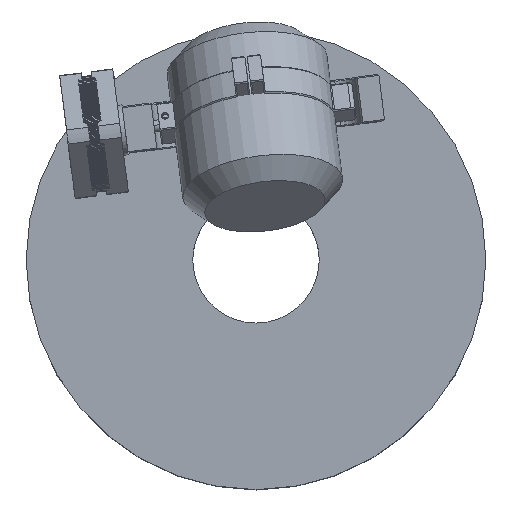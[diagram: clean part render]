
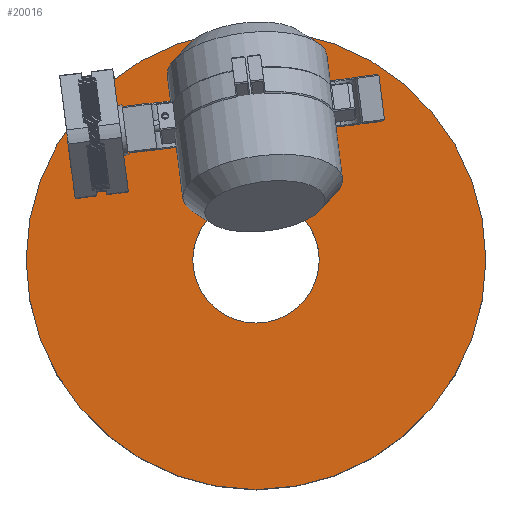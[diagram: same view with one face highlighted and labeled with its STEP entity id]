
A CAD part, top view. The second image highlights one B-rep face of the part: STEP entity #20016.
In plain terms, the highlighted face is planar.
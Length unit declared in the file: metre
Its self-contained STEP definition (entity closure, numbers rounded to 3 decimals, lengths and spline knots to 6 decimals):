
#4942=PLANE('',#22389);
#5687=ORIENTED_EDGE('',*,*,#11507,.F.);
#5688=ORIENTED_EDGE('',*,*,#11506,.T.);
#11506=EDGE_CURVE('',#14418,#14418,#16341,.T.);
#11507=EDGE_CURVE('',#14419,#14419,#16342,.T.);
#14418=VERTEX_POINT('',#29938);
#14419=VERTEX_POINT('',#29941);
#16341=CIRCLE('',#22388,0.1);
#16342=CIRCLE('',#22390,0.0275);
#17026=EDGE_LOOP('',(#5687));
#17027=EDGE_LOOP('',(#5688));
#18377=FACE_BOUND('',#17026,.T.);
#18378=FACE_BOUND('',#17027,.T.);
#20016=ADVANCED_FACE('',(#18377,#18378),#4942,.T.);
#22388=AXIS2_PLACEMENT_3D('',#29937,#24299,#24300);
#22389=AXIS2_PLACEMENT_3D('',#29939,#24301,#24302);
#22390=AXIS2_PLACEMENT_3D('',#29940,#24303,#24304);
#24299=DIRECTION('',(0.,-1.,0.));
#24300=DIRECTION('',(0.,0.,-1.));
#24301=DIRECTION('',(0.,-1.,0.));
#24302=DIRECTION('',(1.,0.,0.));
#24303=DIRECTION('',(0.,-1.,0.));
#24304=DIRECTION('',(0.,0.,-1.));
#29937=CARTESIAN_POINT('',(0.,-0.04,0.));
#29938=CARTESIAN_POINT('',(0.,-0.04,-0.1));
#29939=CARTESIAN_POINT('',(0.,-0.04,0.));
#29940=CARTESIAN_POINT('',(0.,-0.04,0.));
#29941=CARTESIAN_POINT('',(0.,-0.04,-0.0275));
